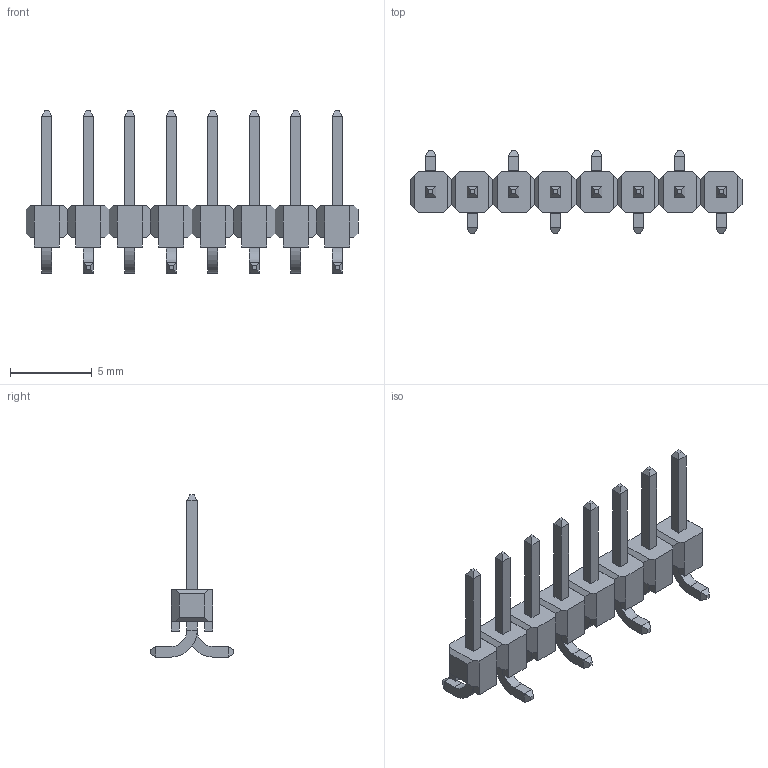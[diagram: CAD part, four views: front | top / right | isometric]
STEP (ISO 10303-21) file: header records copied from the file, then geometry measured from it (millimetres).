
FILE_DESCRIPTION(('FreeCAD Model'),'2;1');
FILE_NAME('M20-8770842.step','2017-08-09T12:36:48',('kicad StepUp'),('ksu MCAD'), 'Open CASCADE STEP processor 6.8','FreeCAD','Unknown');
FILE_SCHEMA(('AUTOMOTIVE_DESIGN_CC2 { 1 2 10303 214 -1 1 5 4 }'));
Length unit declared in the file: millimetre
Products named in the file (2): ASSEMBLY; M20-8770842
Assembly tree (1 placements, depth 2):
  ASSEMBLY
    M20-8770842
Bounding box: 20.32 x 5.08 x 9.93 mm (x, y, z)
Volume: 128.5 mm3; surface area: 422.6 mm2
Topology: 1 solids, 1 shells, 370 faces, 964 edges, 612 vertices
Faces by surface type: plane 354, cylinder 16
Entity records: 13626 total; most frequent: CARTESIAN_POINT 1948, ORIENTED_EDGE 1928, DIRECTION 1740, EDGE_CURVE 964, LINE 932, VECTOR 932, VERTEX_POINT 612, AXIS2_PLACEMENT_3D 404
